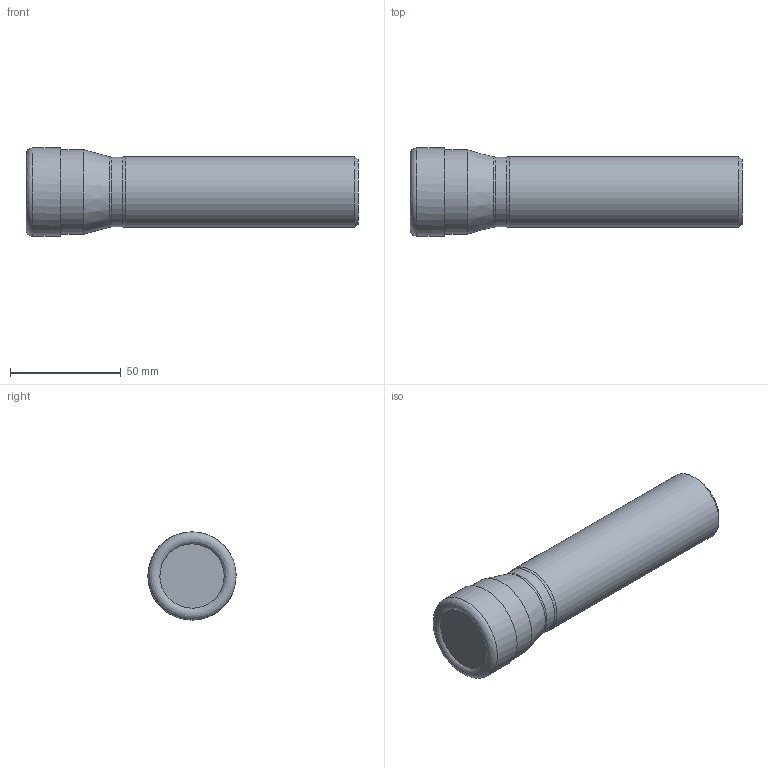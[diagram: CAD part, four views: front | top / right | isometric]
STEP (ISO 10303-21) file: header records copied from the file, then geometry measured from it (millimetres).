
FILE_DESCRIPTION(/* description */ (''),/* implementation_level */ '2;1');
FILE_NAME(/* name */ '40A3R045A32-SVC22C-SIM.stp',/* time_stamp */ '2020-02-06T13:11:55+01:00',/* author */ (''),/* organization */ (''),/* preprocessor_version */ 'ST-DEVELOPER v16.7',/* originating_system */ 'SIEMENS PLM Software NX 12.0',/* authorisation */ '');
FILE_SCHEMA (('AUTOMOTIVE_DESIGN { 1 0 10303 214 3 1 1 1 }'));
Length unit declared in the file: millimetre
Products named in the file (1): hm1528D44D159sl4
Bounding box: 150 x 39.88 x 39.89 mm (x, y, z)
Volume: 139902.4 mm3; surface area: 24209.8 mm2
Topology: 2 solids, 2 shells, 22 faces, 49 edges, 31 vertices
Faces by surface type: cone 7, cylinder 5, plane 4, torus 4, revolution 2
Full cylindrical faces by diameter (mm): 2 x1, 6 x1, 31.6 x1, 32 x1, 38.2 x1
Entity records: 478 total; most frequent: DIRECTION 87, CARTESIAN_POINT 67, AXIS2_PLACEMENT_3D 42, FACE_BOUND 40, EDGE_LOOP 40, ORIENTED_EDGE 40, ADVANCED_FACE 22, VERTEX_POINT 22
